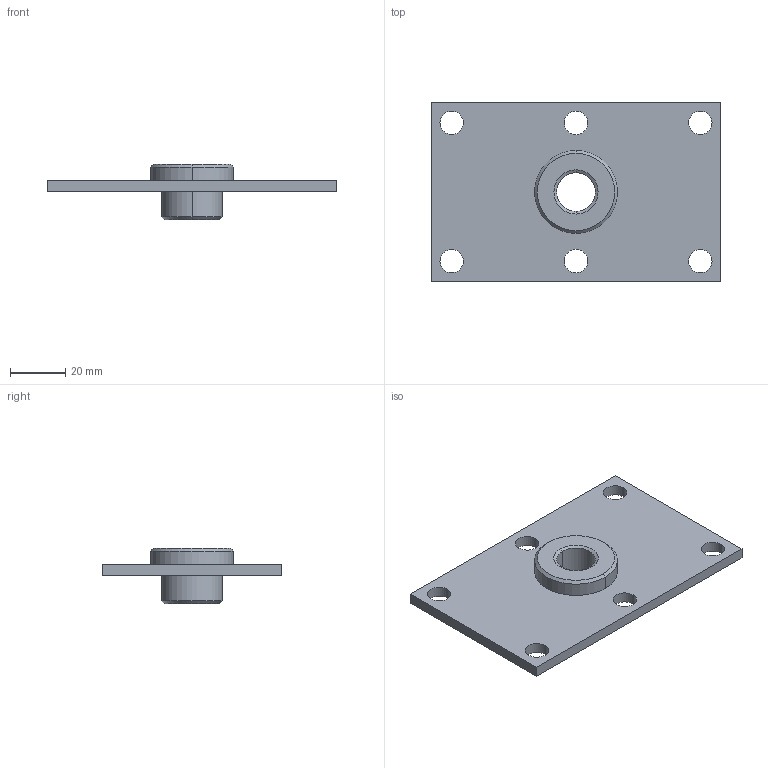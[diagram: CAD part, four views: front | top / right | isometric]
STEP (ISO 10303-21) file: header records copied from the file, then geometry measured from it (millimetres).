
FILE_DESCRIPTION(('Creo Elements/Direct Modeling STEP Export'),'2;1');
FILE_NAME('44.0246.28_Flansch-MMS-44_105x65x20-M16-D22.stp','2022-03-21T 9:00:09',(''),(''),'PTC Creo Elements/Direct Modeling STEP processor for AP214 (Solid Model)','PTC Creo Elements/Direct Modeling 19.0C 15-Aug-2015 (C) Parametric Technology GmbH','');
FILE_SCHEMA(('AUTOMOTIVE_DESIGN { 1 0 10303 214 1 1 1 1 }'));
Length unit declared in the file: millimetre
Products named in the file (3): Flanschplatte-MMS-44_Laserschneideteil-t4mm_96.4130_PX173801; Flanschmutter-MMS-55-MMS-44_M16-D22_96.5029_PX173798.02; Flansch-MMS-44_105x65x20-M16-D22_44.0246.28_PX173802
Assembly tree (2 placements, depth 2):
  Flansch-MMS-44_105x65x20-M16-D22_44.0246.28_PX173802
    Flanschmutter-MMS-55-MMS-44_M16-D22_96.5029_PX173798.02
    Flanschplatte-MMS-44_Laserschneideteil-t4mm_96.4130_PX173801
Bounding box: 105 x 65 x 20 mm (x, y, z)
Volume: 30725.7 mm3; surface area: 17841.6 mm2
Topology: 2 solids, 2 shells, 37 faces, 88 edges, 56 vertices
Faces by surface type: cylinder 20, plane 9, cone 8
Entity records: 1089 total; most frequent: ORIENTED_EDGE 176, DIRECTION 168, CARTESIAN_POINT 160, EDGE_CURVE 88, AXIS2_PLACEMENT_3D 64, VERTEX_POINT 56, EDGE_LOOP 54, VECTOR 40
